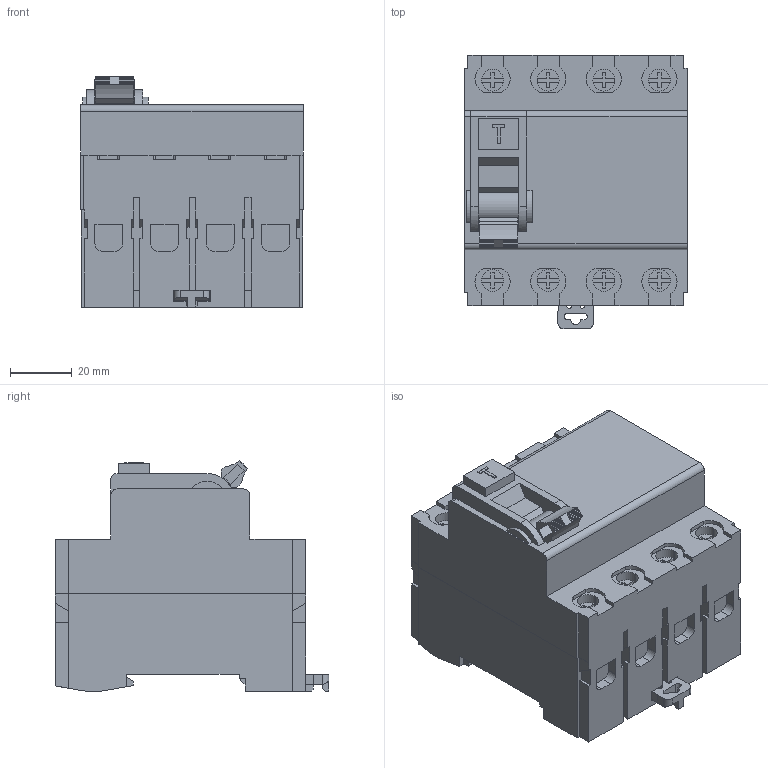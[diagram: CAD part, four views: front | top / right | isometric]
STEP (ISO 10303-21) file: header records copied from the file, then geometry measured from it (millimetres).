
FILE_DESCRIPTION((''),'2;1');
FILE_NAME('SB110520_3D-SIMPLIFIED_ASM','2013-01-14T',('mcordero'),(''),'PRO/ENGINEER BY PARAMETRIC TECHNOLOGY CORPORATION, 2006170','PRO/ENGINEER BY PARAMETRIC TECHNOLOGY CORPORATION, 2006170','');
FILE_SCHEMA(('CONFIG_CONTROL_DESIGN'));
Length unit declared in the file: millimetre
Products named in the file (7): COQUE_1; CLIP_02_1; VIS_7D1_1; INTERRUPTEUR_1; MANETTE_1; SB103561_3D-SIMPLIFIED_ASM_1_ASM; SB110520_3D-SIMPLIFIED_ASM
Assembly tree (13 placements, depth 3):
  SB110520_3D-SIMPLIFIED_ASM
    SB103561_3D-SIMPLIFIED_ASM_1_ASM
      COQUE_1
      CLIP_02_1
      VIS_7D1_1  x8
      INTERRUPTEUR_1
      MANETTE_1
Bounding box: 72 x 88.5 x 74.51 mm (x, y, z)
Volume: 303426.3 mm3; surface area: 45641.2 mm2
Topology: 12 solids, 12 shells, 695 faces, 1982 edges, 1332 vertices
Faces by surface type: plane 603, cylinder 92
Entity records: 19331 total; most frequent: CARTESIAN_POINT 3463, ORIENTED_EDGE 3376, DIRECTION 3132, EDGE_CURVE 1688, VECTOR 1464, LINE 1464, VERTEX_POINT 1136, AXIS2_PLACEMENT_3D 834
